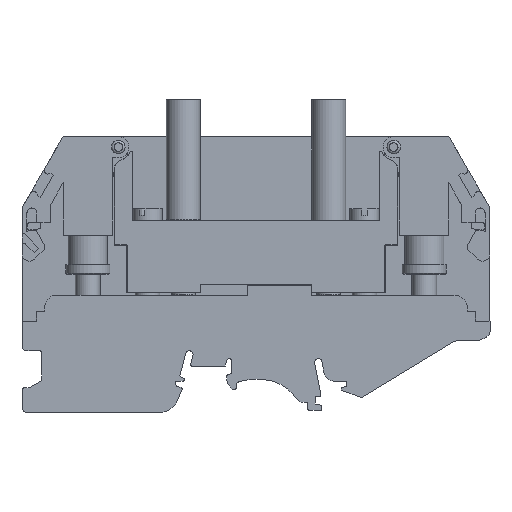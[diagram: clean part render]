
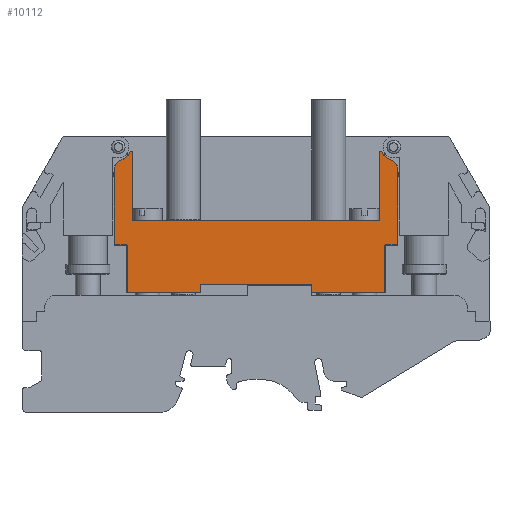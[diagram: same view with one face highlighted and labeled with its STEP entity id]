
A CAD part, front view. The second image highlights one B-rep face of the part: STEP entity #10112.
In plain terms, the highlighted planar face has unit normal (0, -1, 0).
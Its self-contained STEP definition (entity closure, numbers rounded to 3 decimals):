
#24=ELLIPSE('',#10719,0.25,0.25);
#25=ELLIPSE('',#10720,0.25,0.25);
#26=ELLIPSE('',#10724,0.25,0.25);
#27=ELLIPSE('',#10725,0.25,0.25);
#180=PLANE('',#10718);
#700=LINE('',#14415,#1426);
#707=LINE('',#14440,#1433);
#708=LINE('',#14443,#1434);
#709=LINE('',#14447,#1435);
#710=LINE('',#14451,#1436);
#711=LINE('',#14457,#1437);
#712=LINE('',#14459,#1438);
#713=LINE('',#14461,#1439);
#714=LINE('',#14463,#1440);
#715=LINE('',#14465,#1441);
#716=LINE('',#14468,#1442);
#717=LINE('',#14472,#1443);
#718=LINE('',#14476,#1444);
#719=LINE('',#14478,#1445);
#720=LINE('',#14480,#1446);
#721=LINE('',#14481,#1447);
#1426=VECTOR('',#12181,1000.);
#1433=VECTOR('',#12204,1000.);
#1434=VECTOR('',#12205,1000.);
#1435=VECTOR('',#12208,1000.);
#1436=VECTOR('',#12211,1000.);
#1437=VECTOR('',#12216,1000.);
#1438=VECTOR('',#12217,1000.);
#1439=VECTOR('',#12218,1000.);
#1440=VECTOR('',#12219,1000.);
#1441=VECTOR('',#12220,1000.);
#1442=VECTOR('',#12223,1000.);
#1443=VECTOR('',#12226,1000.);
#1444=VECTOR('',#12229,1000.);
#1445=VECTOR('',#12230,1000.);
#1446=VECTOR('',#12231,1000.);
#1447=VECTOR('',#12232,1000.);
#2755=ORIENTED_EDGE('',*,*,#4417,.F.);
#2756=ORIENTED_EDGE('',*,*,#4418,.F.);
#2757=ORIENTED_EDGE('',*,*,#4419,.T.);
#2758=ORIENTED_EDGE('',*,*,#4420,.F.);
#2759=ORIENTED_EDGE('',*,*,#4421,.T.);
#2760=ORIENTED_EDGE('',*,*,#4422,.F.);
#2761=ORIENTED_EDGE('',*,*,#4423,.F.);
#2762=ORIENTED_EDGE('',*,*,#4424,.F.);
#2763=ORIENTED_EDGE('',*,*,#4425,.F.);
#2764=ORIENTED_EDGE('',*,*,#4426,.F.);
#2765=ORIENTED_EDGE('',*,*,#4427,.F.);
#2766=ORIENTED_EDGE('',*,*,#4428,.F.);
#2767=ORIENTED_EDGE('',*,*,#4429,.F.);
#2768=ORIENTED_EDGE('',*,*,#4430,.F.);
#2769=ORIENTED_EDGE('',*,*,#4356,.F.);
#2770=ORIENTED_EDGE('',*,*,#4431,.F.);
#2771=ORIENTED_EDGE('',*,*,#4432,.T.);
#2772=ORIENTED_EDGE('',*,*,#4433,.F.);
#2773=ORIENTED_EDGE('',*,*,#4434,.T.);
#2774=ORIENTED_EDGE('',*,*,#4435,.T.);
#2775=ORIENTED_EDGE('',*,*,#4436,.F.);
#2776=ORIENTED_EDGE('',*,*,#4437,.F.);
#2777=ORIENTED_EDGE('',*,*,#4406,.F.);
#2778=ORIENTED_EDGE('',*,*,#4438,.F.);
#4356=EDGE_CURVE('',#5269,#5270,#5762,.F.);
#4406=EDGE_CURVE('',#5310,#5311,#700,.T.);
#4417=EDGE_CURVE('',#5320,#5321,#707,.T.);
#4418=EDGE_CURVE('',#5322,#5320,#708,.T.);
#4419=EDGE_CURVE('',#5322,#5323,#24,.F.);
#4420=EDGE_CURVE('',#5324,#5323,#709,.T.);
#4421=EDGE_CURVE('',#5324,#5325,#25,.T.);
#4422=EDGE_CURVE('',#5326,#5325,#710,.T.);
#4423=EDGE_CURVE('',#5327,#5326,#5784,.F.);
#4424=EDGE_CURVE('',#5328,#5327,#5785,.T.);
#4425=EDGE_CURVE('',#5329,#5328,#711,.T.);
#4426=EDGE_CURVE('',#5330,#5329,#712,.T.);
#4427=EDGE_CURVE('',#5331,#5330,#713,.T.);
#4428=EDGE_CURVE('',#5332,#5331,#714,.T.);
#4429=EDGE_CURVE('',#5333,#5332,#715,.T.);
#4430=EDGE_CURVE('',#5270,#5333,#5786,.T.);
#4431=EDGE_CURVE('',#5334,#5269,#716,.T.);
#4432=EDGE_CURVE('',#5334,#5335,#26,.T.);
#4433=EDGE_CURVE('',#5336,#5335,#717,.T.);
#4434=EDGE_CURVE('',#5336,#5337,#27,.F.);
#4435=EDGE_CURVE('',#5337,#5338,#718,.T.);
#4436=EDGE_CURVE('',#5339,#5338,#719,.T.);
#4437=EDGE_CURVE('',#5311,#5339,#720,.T.);
#4438=EDGE_CURVE('',#5321,#5310,#721,.T.);
#5269=VERTEX_POINT('',#14297);
#5270=VERTEX_POINT('',#14299);
#5310=VERTEX_POINT('',#14416);
#5311=VERTEX_POINT('',#14417);
#5320=VERTEX_POINT('',#14441);
#5321=VERTEX_POINT('',#14442);
#5322=VERTEX_POINT('',#14444);
#5323=VERTEX_POINT('',#14446);
#5324=VERTEX_POINT('',#14448);
#5325=VERTEX_POINT('',#14450);
#5326=VERTEX_POINT('',#14452);
#5327=VERTEX_POINT('',#14454);
#5328=VERTEX_POINT('',#14456);
#5329=VERTEX_POINT('',#14458);
#5330=VERTEX_POINT('',#14460);
#5331=VERTEX_POINT('',#14462);
#5332=VERTEX_POINT('',#14464);
#5333=VERTEX_POINT('',#14466);
#5334=VERTEX_POINT('',#14469);
#5335=VERTEX_POINT('',#14471);
#5336=VERTEX_POINT('',#14473);
#5337=VERTEX_POINT('',#14475);
#5338=VERTEX_POINT('',#14477);
#5339=VERTEX_POINT('',#14479);
#5762=CIRCLE('',#10680,1.8);
#5784=CIRCLE('',#10721,1.8);
#5785=CIRCLE('',#10722,2.898);
#5786=CIRCLE('',#10723,2.898);
#6149=EDGE_LOOP('',(#2755,#2756,#2757,#2758,#2759,#2760,#2761,#2762,#2763,
#2764,#2765,#2766,#2767,#2768,#2769,#2770,#2771,#2772,#2773,#2774,#2775,
#2776,#2777,#2778));
#6669=FACE_BOUND('',#6149,.T.);
#10112=ADVANCED_FACE('',(#6669),#180,.T.);
#10680=AXIS2_PLACEMENT_3D('',#14298,#12088,#12089);
#10718=AXIS2_PLACEMENT_3D('',#14439,#12202,#12203);
#10719=AXIS2_PLACEMENT_3D('',#14445,#12206,#12207);
#10720=AXIS2_PLACEMENT_3D('',#14449,#12209,#12210);
#10721=AXIS2_PLACEMENT_3D('',#14453,#12212,#12213);
#10722=AXIS2_PLACEMENT_3D('',#14455,#12214,#12215);
#10723=AXIS2_PLACEMENT_3D('',#14467,#12221,#12222);
#10724=AXIS2_PLACEMENT_3D('',#14470,#12224,#12225);
#10725=AXIS2_PLACEMENT_3D('',#14474,#12227,#12228);
#12088=DIRECTION('',(0.,-1.,0.));
#12089=DIRECTION('',(0.,0.,-1.));
#12181=DIRECTION('',(-1.,0.,0.));
#12202=DIRECTION('',(0.,-1.,0.));
#12203=DIRECTION('',(1.,0.,0.));
#12204=DIRECTION('',(-1.,0.,0.));
#12205=DIRECTION('',(0.,0.,-1.));
#12206=DIRECTION('',(0.,-1.,0.));
#12207=DIRECTION('',(-0.707,0.,0.707));
#12208=DIRECTION('',(-1.,0.,0.));
#12209=DIRECTION('',(0.,-1.,0.));
#12210=DIRECTION('',(0.707,0.,-0.707));
#12211=DIRECTION('',(0.,0.,-1.));
#12212=DIRECTION('',(0.,-1.,0.));
#12213=DIRECTION('',(0.,0.,-1.));
#12214=DIRECTION('',(0.,-1.,0.));
#12215=DIRECTION('',(0.,0.,-1.));
#12216=DIRECTION('',(1.,0.,0.));
#12217=DIRECTION('',(0.,0.,1.));
#12218=DIRECTION('',(1.,0.,0.));
#12219=DIRECTION('',(0.,0.,-1.));
#12220=DIRECTION('',(1.,0.,0.));
#12221=DIRECTION('',(0.,-1.,0.));
#12222=DIRECTION('',(0.,0.,-1.));
#12223=DIRECTION('',(0.,0.,1.));
#12224=DIRECTION('',(0.,-1.,0.));
#12225=DIRECTION('',(-0.707,0.,-0.707));
#12226=DIRECTION('',(-1.,0.,0.));
#12227=DIRECTION('',(0.,-1.,0.));
#12228=DIRECTION('',(0.707,0.,0.707));
#12229=DIRECTION('',(0.,0.,-1.));
#12230=DIRECTION('',(-1.,0.,0.));
#12231=DIRECTION('',(0.,0.,-1.));
#12232=DIRECTION('',(0.,0.,1.));
#14297=CARTESIAN_POINT('',(-28.699,-12.924,46.45));
#14298=CARTESIAN_POINT('',(-26.899,-12.923,46.45));
#14299=CARTESIAN_POINT('',(-27.416,-12.924,48.174));
#14415=CARTESIAN_POINT('',(-11.249,-12.919,22.95));
#14416=CARTESIAN_POINT('',(11.251,-12.914,22.95));
#14417=CARTESIAN_POINT('',(-11.249,-12.919,22.95));
#14439=CARTESIAN_POINT('',(0.001,-12.917,28.7));
#14440=CARTESIAN_POINT('',(26.101,-12.91,21.2));
#14441=CARTESIAN_POINT('',(26.101,-12.91,21.2));
#14442=CARTESIAN_POINT('',(11.251,-12.914,21.2));
#14443=CARTESIAN_POINT('',(26.101,-12.91,35.325));
#14444=CARTESIAN_POINT('',(26.101,-12.91,30.75));
#14445=CARTESIAN_POINT('',(26.351,-12.91,30.75));
#14446=CARTESIAN_POINT('',(26.351,-12.91,31.));
#14447=CARTESIAN_POINT('',(0.001,-12.917,31.));
#14448=CARTESIAN_POINT('',(28.451,-12.909,31.));
#14449=CARTESIAN_POINT('',(28.451,-12.909,31.25));
#14450=CARTESIAN_POINT('',(28.701,-12.909,31.25));
#14451=CARTESIAN_POINT('',(28.701,-12.909,35.325));
#14452=CARTESIAN_POINT('',(28.701,-12.909,46.45));
#14453=CARTESIAN_POINT('',(26.901,-12.91,46.45));
#14454=CARTESIAN_POINT('',(27.419,-12.91,48.174));
#14455=CARTESIAN_POINT('',(28.251,-12.909,50.95));
#14456=CARTESIAN_POINT('',(25.531,-12.91,49.95));
#14457=CARTESIAN_POINT('',(25.101,-12.91,49.95));
#14458=CARTESIAN_POINT('',(25.101,-12.91,49.95));
#14459=CARTESIAN_POINT('',(25.101,-12.91,21.2));
#14460=CARTESIAN_POINT('',(25.101,-12.91,35.95));
#14461=CARTESIAN_POINT('',(-25.099,-12.923,35.95));
#14462=CARTESIAN_POINT('',(-25.099,-12.923,35.95));
#14463=CARTESIAN_POINT('',(-25.099,-12.923,46.45));
#14464=CARTESIAN_POINT('',(-25.099,-12.923,49.95));
#14465=CARTESIAN_POINT('',(-25.528,-12.923,49.95));
#14466=CARTESIAN_POINT('',(-25.528,-12.923,49.95));
#14467=CARTESIAN_POINT('',(-28.249,-12.924,50.95));
#14468=CARTESIAN_POINT('',(-28.699,-12.924,35.325));
#14469=CARTESIAN_POINT('',(-28.699,-12.924,31.25));
#14470=CARTESIAN_POINT('',(-28.449,-12.924,31.25));
#14471=CARTESIAN_POINT('',(-28.449,-12.924,31.));
#14472=CARTESIAN_POINT('',(0.001,-12.917,31.));
#14473=CARTESIAN_POINT('',(-26.349,-12.923,31.));
#14474=CARTESIAN_POINT('',(-26.349,-12.923,30.75));
#14475=CARTESIAN_POINT('',(-26.099,-12.923,30.75));
#14476=CARTESIAN_POINT('',(-26.099,-12.923,28.7));
#14477=CARTESIAN_POINT('',(-26.099,-12.923,21.2));
#14478=CARTESIAN_POINT('',(-25.099,-12.923,21.2));
#14479=CARTESIAN_POINT('',(-11.249,-12.919,21.2));
#14480=CARTESIAN_POINT('',(-11.249,-12.919,22.95));
#14481=CARTESIAN_POINT('',(11.251,-12.914,21.2));
